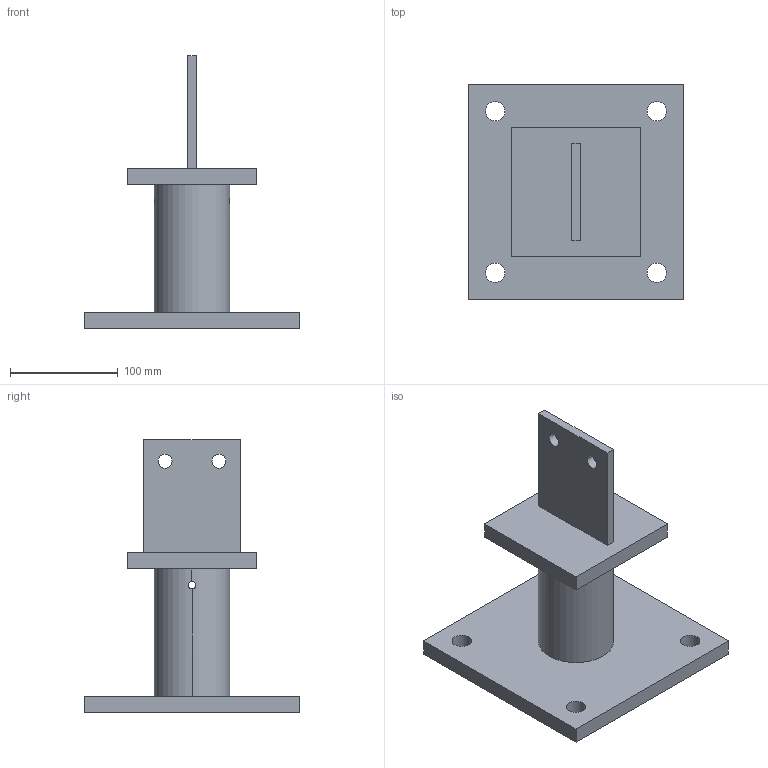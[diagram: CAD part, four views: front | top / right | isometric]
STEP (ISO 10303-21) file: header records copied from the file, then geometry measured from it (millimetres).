
FILE_DESCRIPTION (( 'STEP AP203' ), '1' );
FILE_NAME ('75PISBMAXIGB.STEP', '2025-03-07T09:26:34', ( '' ), ( '' ), 'SwSTEP 2.0', 'SolidWorks 2023', '' );
FILE_SCHEMA (( 'CONFIG_CONTROL_DESIGN' ));
Length unit declared in the file: millimetre
Products named in the file (1): 75PISBMAXIGB
Bounding box: 200 x 200 x 253 mm (x, y, z)
Volume: 990486.1 mm3; surface area: 196615.4 mm2
Topology: 1 solids, 1 shells, 41 faces, 114 edges, 76 vertices
Faces by surface type: cylinder 22, plane 19
Entity records: 1716 total; most frequent: CARTESIAN_POINT 547, ORIENTED_EDGE 228, DIRECTION 218, EDGE_CURVE 114, AXIS2_PLACEMENT_3D 78, VERTEX_POINT 76, LINE 62, VECTOR 62
